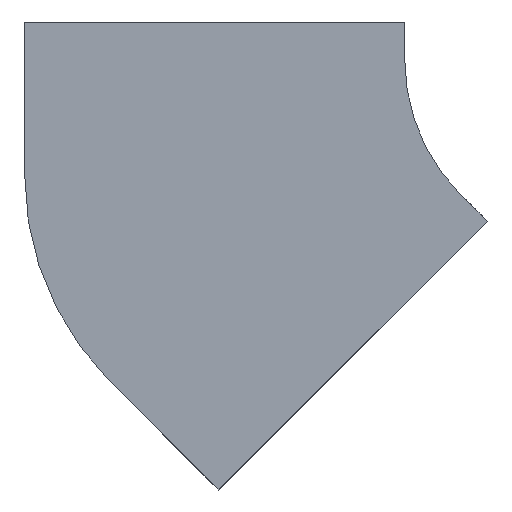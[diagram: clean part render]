
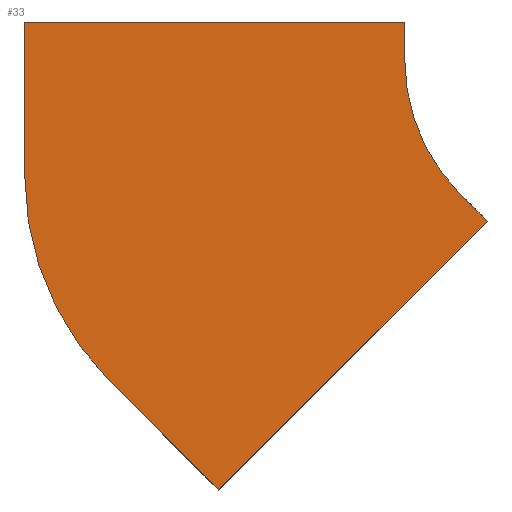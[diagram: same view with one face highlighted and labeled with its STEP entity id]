
A CAD part, front view. The second image highlights one B-rep face of the part: STEP entity #33.
In plain terms, the highlighted planar face has unit normal (0, -1, 0).
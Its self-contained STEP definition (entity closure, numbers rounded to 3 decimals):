
#33 = ADVANCED_FACE ( 'NONE', ( #930 ), #1454, .F. ) ;
#41 = EDGE_CURVE ( 'NONE', #1403, #1397, #942, .T. ) ;
#47 = EDGE_CURVE ( 'NONE', #1397, #1388, #955, .T. ) ;
#79 = CARTESIAN_POINT ( 'NONE',  ( -82.635, 0., -283.762 ) ) ;
#86 = CARTESIAN_POINT ( 'NONE',  ( 3.015, 0., -369.411 ) ) ;
#95 = CARTESIAN_POINT ( 'NONE',  ( 215.147, 0., -157.279 ) ) ;
#101 = CARTESIAN_POINT ( 'NONE',  ( 193.934, 0., -136.066 ) ) ;
#107 = CARTESIAN_POINT ( 'NONE',  ( 150., 0., -30. ) ) ;
#119 = CARTESIAN_POINT ( 'NONE',  ( -150., 0., 0. ) ) ;
#120 = CARTESIAN_POINT ( 'NONE',  ( 150., 0., 0. ) ) ;
#125 = CARTESIAN_POINT ( 'NONE',  ( -150., 0., -121.127 ) ) ;
#149 = DIRECTION ( 'NONE',  ( -0.707, 0., 0.707 ) ) ;
#151 = CARTESIAN_POINT ( 'NONE',  ( -82.635, 0., -283.762 ) ) ;
#160 = CARTESIAN_POINT ( 'NONE',  ( 80., 0., -121.127 ) ) ;
#161 = DIRECTION ( 'NONE',  ( 0., 1., 0. ) ) ;
#162 = DIRECTION ( 'NONE',  ( 0., 0., 1. ) ) ;
#236 = CIRCLE ( 'NONE', #1056, 150. ) ;
#250 = LINE ( 'NONE', #649, #253 ) ;
#253 = VECTOR ( 'NONE', #651, 1000. ) ;
#276 = LINE ( 'NONE', #683, #279 ) ;
#279 = VECTOR ( 'NONE', #684, 1000. ) ;
#283 = LINE ( 'NONE', #1731, #286 ) ;
#286 = VECTOR ( 'NONE', #1732, 1000. ) ;
#428 = ORIENTED_EDGE ( 'NONE', *, *, #1587, .F. ) ;
#429 = ORIENTED_EDGE ( 'NONE', *, *, #47, .F. ) ;
#430 = ORIENTED_EDGE ( 'NONE', *, *, #41, .F. ) ;
#431 = ORIENTED_EDGE ( 'NONE', *, *, #1675, .F. ) ;
#432 = ORIENTED_EDGE ( 'NONE', *, *, #1684, .F. ) ;
#433 = ORIENTED_EDGE ( 'NONE', *, *, #1699, .F. ) ;
#434 = ORIENTED_EDGE ( 'NONE', *, *, #1703, .F. ) ;
#435 = ORIENTED_EDGE ( 'NONE', *, *, #1590, .F. ) ;
#628 = CARTESIAN_POINT ( 'NONE',  ( 300., 0., -30. ) ) ;
#629 = DIRECTION ( 'NONE',  ( 0., -1., 0. ) ) ;
#630 = DIRECTION ( 'NONE',  ( 0., 0., -1. ) ) ;
#649 = CARTESIAN_POINT ( 'NONE',  ( 150., 0., 0. ) ) ;
#651 = DIRECTION ( 'NONE',  ( 0., 0., -1. ) ) ;
#683 = CARTESIAN_POINT ( 'NONE',  ( -150., 0., 0. ) ) ;
#684 = DIRECTION ( 'NONE',  ( 1., 0., 0. ) ) ;
#718 = LINE ( 'NONE', #151, #722 ) ;
#722 = VECTOR ( 'NONE', #149, 1000. ) ;
#723 = CIRCLE ( 'NONE', #1033, 230. ) ;
#930 = FACE_OUTER_BOUND ( 'NONE', #1444, .T. ) ;
#942 = LINE ( 'NONE', #1475, #946 ) ;
#946 = VECTOR ( 'NONE', #1472, 1000. ) ;
#955 = LINE ( 'NONE', #1489, #958 ) ;
#958 = VECTOR ( 'NONE', #1490, 1000. ) ;
#1008 = AXIS2_PLACEMENT_3D ( 'NONE', #1451, #1455, #1456 ) ;
#1033 = AXIS2_PLACEMENT_3D ( 'NONE', #160, #161, #162 ) ;
#1056 = AXIS2_PLACEMENT_3D ( 'NONE', #628, #629, #630 ) ;
#1381 = VERTEX_POINT ( 'NONE', #79 ) ;
#1388 = VERTEX_POINT ( 'NONE', #86 ) ;
#1397 = VERTEX_POINT ( 'NONE', #95 ) ;
#1403 = VERTEX_POINT ( 'NONE', #101 ) ;
#1409 = VERTEX_POINT ( 'NONE', #107 ) ;
#1421 = VERTEX_POINT ( 'NONE', #119 ) ;
#1422 = VERTEX_POINT ( 'NONE', #120 ) ;
#1427 = VERTEX_POINT ( 'NONE', #125 ) ;
#1444 = EDGE_LOOP ( 'NONE', ( #428, #429, #430, #431, #432, #433, #434, #435 ) ) ;
#1451 = CARTESIAN_POINT ( 'NONE',  ( 80., 0., -121.127 ) ) ;
#1454 = PLANE ( 'NONE',  #1008 ) ;
#1455 = DIRECTION ( 'NONE',  ( 0., 1., 0. ) ) ;
#1456 = DIRECTION ( 'NONE',  ( 0., 0., 1. ) ) ;
#1472 = DIRECTION ( 'NONE',  ( 0.707, 0., -0.707 ) ) ;
#1475 = CARTESIAN_POINT ( 'NONE',  ( 215.147, 0., -157.279 ) ) ;
#1489 = CARTESIAN_POINT ( 'NONE',  ( 3.015, 0., -369.411 ) ) ;
#1490 = DIRECTION ( 'NONE',  ( -0.707, 0., -0.707 ) ) ;
#1587 = EDGE_CURVE ( 'NONE', #1388, #1381, #718, .T. ) ;
#1590 = EDGE_CURVE ( 'NONE', #1381, #1427, #723, .T. ) ;
#1675 = EDGE_CURVE ( 'NONE', #1409, #1403, #236, .T. ) ;
#1684 = EDGE_CURVE ( 'NONE', #1422, #1409, #250, .T. ) ;
#1699 = EDGE_CURVE ( 'NONE', #1421, #1422, #276, .T. ) ;
#1703 = EDGE_CURVE ( 'NONE', #1427, #1421, #283, .T. ) ;
#1731 = CARTESIAN_POINT ( 'NONE',  ( -150., 0., 0. ) ) ;
#1732 = DIRECTION ( 'NONE',  ( 0., 0., 1. ) ) ;
